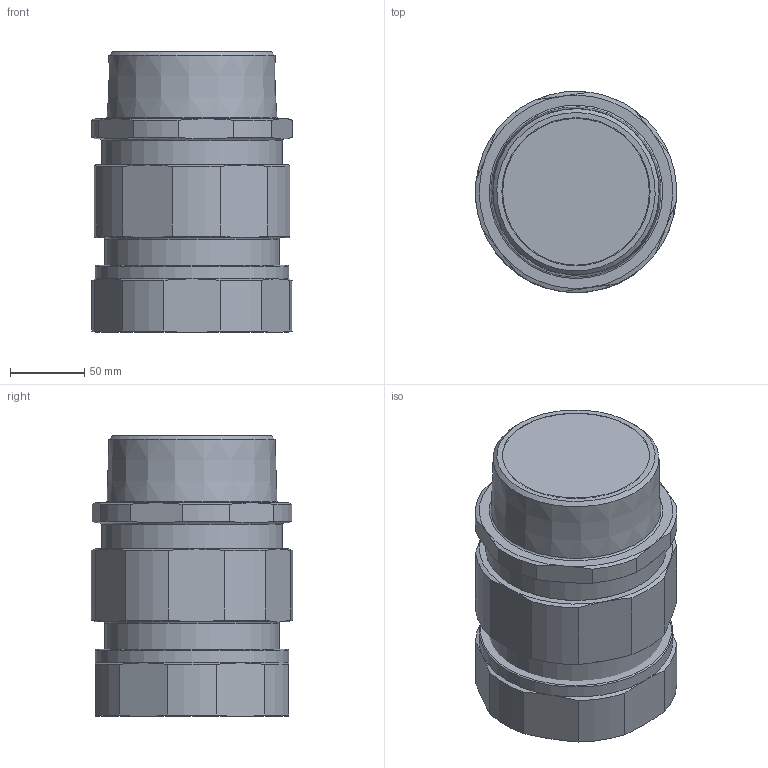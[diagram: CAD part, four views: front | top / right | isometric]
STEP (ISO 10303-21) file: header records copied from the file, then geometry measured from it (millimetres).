
FILE_DESCRIPTION(/* description */ (''),/* implementation_level */ '2;1');
FILE_NAME(/* name */ 'MC2X0.stp',/* time_stamp */ '2020-05-13T09:17:50-05:00',/* author */ ('nsantoro'),/* organization */ (''),/* preprocessor_version */ 'ST-DEVELOPER v18',/* originating_system */ 'Autodesk Inventor 2020',/* authorisation */ '');
FILE_SCHEMA (('AUTOMOTIVE_DESIGN { 1 0 10303 214 3 1 1 }'));
Length unit declared in the file: inch
Products named in the file (1): 51932-1_Shrinkwrap_1
Bounding box: 135.08 x 135.25 x 188.7 mm (x, y, z)
Volume: 3237072.5 mm3; surface area: 239314.3 mm2
Topology: 4 solids, 4 shells, 115 faces, 277 edges, 176 vertices
Faces by surface type: cone 42, plane 32, cylinder 26, torus 14, bspline 1
Full cylindrical faces by diameter (mm): 99.568 x2, 105.918 x1, 117.45 x1, 117.475 x1, 120.65 x1, 121.615 x1, 130 x1
Entity records: 3721 total; most frequent: CARTESIAN_POINT 950, DIRECTION 582, ORIENTED_EDGE 554, EDGE_CURVE 277, AXIS2_PLACEMENT_3D 266, VERTEX_POINT 176, CIRCLE 151, EDGE_LOOP 121
